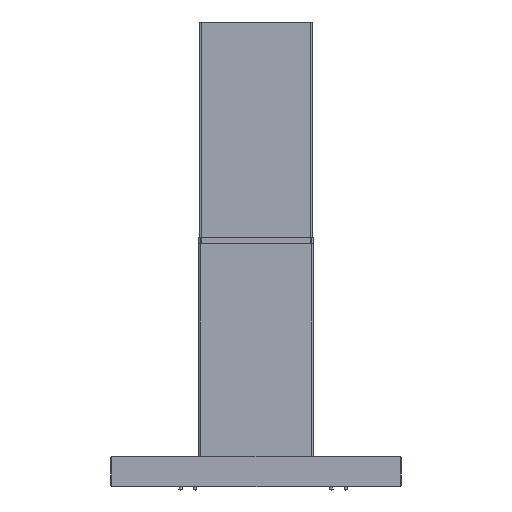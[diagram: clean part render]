
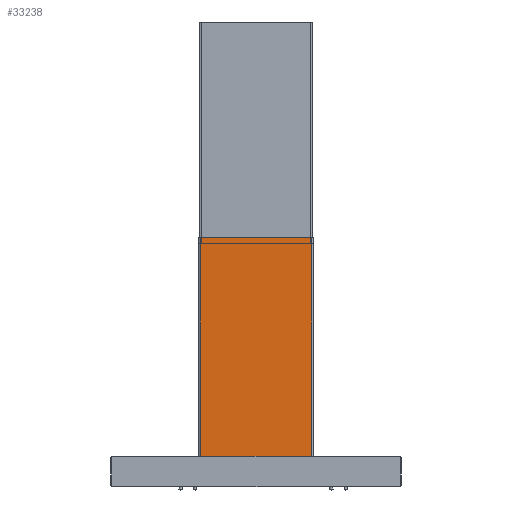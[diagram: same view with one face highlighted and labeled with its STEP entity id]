
A CAD part, top view. The second image highlights one B-rep face of the part: STEP entity #33238.
In plain terms, the highlighted planar face has unit normal (0, 0, 1).
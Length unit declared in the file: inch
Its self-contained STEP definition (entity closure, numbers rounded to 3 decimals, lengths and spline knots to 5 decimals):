
#32670=DIRECTION('',(1.,0.,0.));
#32671=VECTOR('',#32670,11.476);
#32672=CARTESIAN_POINT('',(-5.738,0.,10.867));
#32673=LINE('',#32672,#32671);
#32784=DIRECTION('',(0.,-1.,0.));
#32785=VECTOR('',#32784,22.6);
#32786=CARTESIAN_POINT('',(5.738,22.6,10.867));
#32787=LINE('',#32786,#32785);
#32788=DIRECTION('',(0.,-1.,0.));
#32789=VECTOR('',#32788,22.6);
#32790=CARTESIAN_POINT('',(-5.738,22.6,10.867));
#32791=LINE('',#32790,#32789);
#32874=DIRECTION('',(1.,0.,0.));
#32875=VECTOR('',#32874,11.476);
#32876=CARTESIAN_POINT('',(-5.738,22.6,10.867));
#32877=LINE('',#32876,#32875);
#32909=CARTESIAN_POINT('',(5.738,0.,10.867));
#32911=VERTEX_POINT('',#32909);
#32912=CARTESIAN_POINT('',(5.738,22.6,10.867));
#32913=VERTEX_POINT('',#32912);
#32916=CARTESIAN_POINT('',(-5.738,0.,10.867));
#32918=VERTEX_POINT('',#32916);
#32922=CARTESIAN_POINT('',(-5.738,22.6,10.867));
#32923=VERTEX_POINT('',#32922);
#33225=CARTESIAN_POINT('',(-5.918,0.,10.867));
#33226=DIRECTION('',(0.,0.,1.));
#33227=DIRECTION('',(1.,0.,0.));
#33228=AXIS2_PLACEMENT_3D('',#33225,#33226,#33227);
#33229=PLANE('',#33228);
#33230=ORIENTED_EDGE('',*,*,#33217,.T.);
#33231=ORIENTED_EDGE('',*,*,#32997,.F.);
#33233=ORIENTED_EDGE('',*,*,#33232,.F.);
#33235=ORIENTED_EDGE('',*,*,#33234,.T.);
#33236=EDGE_LOOP('',(#33230,#33231,#33233,#33235));
#33237=FACE_OUTER_BOUND('',#33236,.F.);
#32997=EDGE_CURVE('',#32918,#32911,#32673,.T.);
#33217=EDGE_CURVE('',#32913,#32911,#32787,.T.);
#33232=EDGE_CURVE('',#32923,#32918,#32791,.T.);
#33234=EDGE_CURVE('',#32923,#32913,#32877,.T.);
#33238=ADVANCED_FACE('',(#33237),#33229,.T.);
